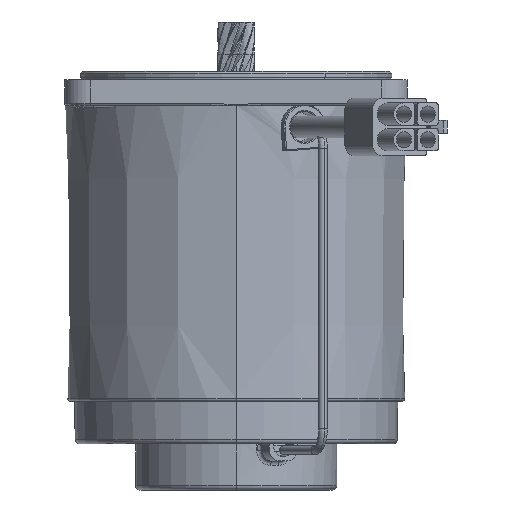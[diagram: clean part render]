
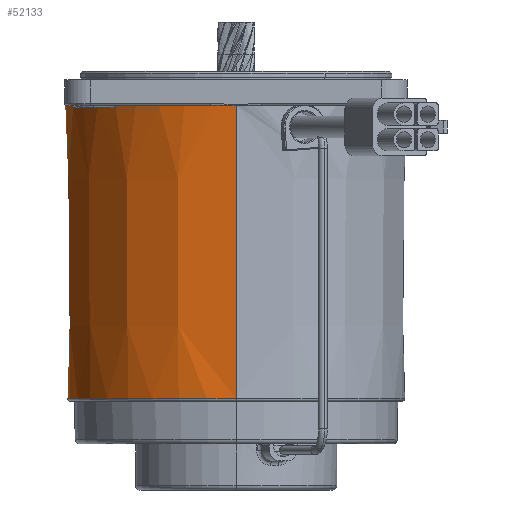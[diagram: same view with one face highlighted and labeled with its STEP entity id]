
A CAD part, left-side view. The second image highlights one B-rep face of the part: STEP entity #52133.
In plain terms, the highlighted conical face has half-angle 0.5 degrees and reference radius 39.35 mm.
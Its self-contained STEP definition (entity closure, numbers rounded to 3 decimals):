
#34708 = AXIS2_PLACEMENT_3D ( 'NONE', #34767, #34766, #34765 ) ;
#34714 = CIRCLE ( 'NONE', #34708, 39.35 ) ;
#34745 = CARTESIAN_POINT ( 'NONE',  ( -39.35, 0., -74.504 ) ) ;
#34765 = DIRECTION ( 'NONE',  ( 1., 0., 0. ) ) ;
#34766 = DIRECTION ( 'NONE',  ( 0., 0., 1. ) ) ;
#34767 = CARTESIAN_POINT ( 'NONE',  ( 0., 0., -74.504 ) ) ;
#34784 = CARTESIAN_POINT ( 'NONE',  ( 39.35, 0., -74.504 ) ) ;
#34833 = CARTESIAN_POINT ( 'NONE',  ( 0., 0., -74.504 ) ) ;
#34834 = VECTOR ( 'NONE', #34888, 1000. ) ;
#34837 = DIRECTION ( 'NONE',  ( 1., 0., 0. ) ) ;
#34838 = CARTESIAN_POINT ( 'NONE',  ( 5.964, 39.5, -6. ) ) ;
#34841 = LINE ( 'NONE', #34889, #34834 ) ;
#34842 = FACE_OUTER_BOUND ( 'NONE', #52131, .T. ) ;
#34843 = DIRECTION ( 'NONE',  ( 1., 0., 0. ) ) ;
#34844 = DIRECTION ( 'NONE',  ( 0., 0., 1. ) ) ;
#34845 = CARTESIAN_POINT ( 'NONE',  ( 0., 0., -6. ) ) ;
#34846 = AXIS2_PLACEMENT_3D ( 'NONE', #34845, #34844, #34843 ) ;
#34847 = CIRCLE ( 'NONE', #34846, 39.948 ) ;
#34850 = DIRECTION ( 'NONE',  ( 0., 0., 1. ) ) ;
#34852 = AXIS2_PLACEMENT_3D ( 'NONE', #34833, #34850, #34837 ) ;
#34855 = CONICAL_SURFACE ( 'NONE', #34852, 39.35, 0.009 ) ;
#34857 = CARTESIAN_POINT ( 'NONE',  ( -39.948, 0., -6. ) ) ;
#34888 = DIRECTION ( 'NONE',  ( -0.009, 0., 1. ) ) ;
#34889 = CARTESIAN_POINT ( 'NONE',  ( -39.35, 0., -74.504 ) ) ;
#34894 = AXIS2_PLACEMENT_3D ( 'NONE', #34919, #34947, #34944 ) ;
#34896 = CARTESIAN_POINT ( 'NONE',  ( -39.5, 5.964, -6. ) ) ;
#34897 = DIRECTION ( 'NONE',  ( 0., 0., 1. ) ) ;
#34910 = DIRECTION ( 'NONE',  ( 0.009, 0., 1. ) ) ;
#34912 = AXIS2_PLACEMENT_3D ( 'NONE', #34918, #34897, #34948 ) ;
#34914 = CIRCLE ( 'NONE', #34912, 39.948 ) ;
#34917 = CIRCLE ( 'NONE', #34894, 39.948 ) ;
#34918 = CARTESIAN_POINT ( 'NONE',  ( 0., 0., -6. ) ) ;
#34919 = CARTESIAN_POINT ( 'NONE',  ( 0., 0., -6. ) ) ;
#34931 = CIRCLE ( 'NONE', #34987, 39.948 ) ;
#34944 = DIRECTION ( 'NONE',  ( 1., 0., 0. ) ) ;
#34945 = CARTESIAN_POINT ( 'NONE',  ( -5.964, 39.5, -6. ) ) ;
#34947 = DIRECTION ( 'NONE',  ( 0., 0., 1. ) ) ;
#34948 = DIRECTION ( 'NONE',  ( 1., 0., 0. ) ) ;
#34966 = DIRECTION ( 'NONE',  ( 1., 0., 0. ) ) ;
#34967 = DIRECTION ( 'NONE',  ( 0., 0., 1. ) ) ;
#34968 = CARTESIAN_POINT ( 'NONE',  ( 0., 0., -6. ) ) ;
#34971 = CIRCLE ( 'NONE', #34974, 39.948 ) ;
#34972 = VECTOR ( 'NONE', #34910, 1000. ) ;
#34973 = CARTESIAN_POINT ( 'NONE',  ( 39.948, 0., -6. ) ) ;
#34974 = AXIS2_PLACEMENT_3D ( 'NONE', #34968, #34967, #34966 ) ;
#34979 = LINE ( 'NONE', #34983, #34972 ) ;
#34980 = DIRECTION ( 'NONE',  ( 1., 0., 0. ) ) ;
#34981 = DIRECTION ( 'NONE',  ( 0., 0., 1. ) ) ;
#34983 = CARTESIAN_POINT ( 'NONE',  ( 39.35, 0., -74.504 ) ) ;
#34984 = CARTESIAN_POINT ( 'NONE',  ( 39.5, 5.964, -6. ) ) ;
#34986 = CARTESIAN_POINT ( 'NONE',  ( 0., 0., -6. ) ) ;
#34987 = AXIS2_PLACEMENT_3D ( 'NONE', #34986, #34981, #34980 ) ;
#52093 = EDGE_CURVE ( 'NONE', #52118, #52115, #34714, .T. ) ;
#52115 = VERTEX_POINT ( 'NONE', #34745 ) ;
#52118 = VERTEX_POINT ( 'NONE', #34784 ) ;
#52122 = ORIENTED_EDGE ( 'NONE', *, *, #52187, .F. ) ;
#52127 = VERTEX_POINT ( 'NONE', #34857 ) ;
#52128 = EDGE_CURVE ( 'NONE', #52165, #52127, #34847, .T. ) ;
#52131 = EDGE_LOOP ( 'NONE', ( #52136, #52135, #52167, #52138, #52134, #52122, #52188, #52179 ) ) ;
#52133 = ADVANCED_FACE ( 'NONE', ( #34842 ), #34855, .T. ) ;
#52134 = ORIENTED_EDGE ( 'NONE', *, *, #52161, .F. ) ;
#52135 = ORIENTED_EDGE ( 'NONE', *, *, #52143, .T. ) ;
#52136 = ORIENTED_EDGE ( 'NONE', *, *, #52093, .T. ) ;
#52137 = VERTEX_POINT ( 'NONE', #34838 ) ;
#52138 = ORIENTED_EDGE ( 'NONE', *, *, #52163, .F. ) ;
#52143 = EDGE_CURVE ( 'NONE', #52115, #52127, #34841, .T. ) ;
#52161 = EDGE_CURVE ( 'NONE', #52137, #52166, #34914, .T. ) ;
#52163 = EDGE_CURVE ( 'NONE', #52166, #52165, #34917, .T. ) ;
#52165 = VERTEX_POINT ( 'NONE', #34896 ) ;
#52166 = VERTEX_POINT ( 'NONE', #34945 ) ;
#52167 = ORIENTED_EDGE ( 'NONE', *, *, #52128, .F. ) ;
#52179 = ORIENTED_EDGE ( 'NONE', *, *, #52182, .F. ) ;
#52180 = EDGE_CURVE ( 'NONE', #52184, #52185, #34931, .T. ) ;
#52182 = EDGE_CURVE ( 'NONE', #52118, #52184, #34979, .T. ) ;
#52184 = VERTEX_POINT ( 'NONE', #34973 ) ;
#52185 = VERTEX_POINT ( 'NONE', #34984 ) ;
#52187 = EDGE_CURVE ( 'NONE', #52185, #52137, #34971, .T. ) ;
#52188 = ORIENTED_EDGE ( 'NONE', *, *, #52180, .F. ) ;
